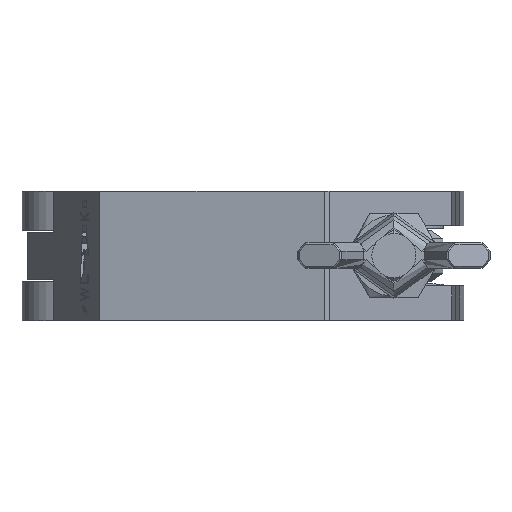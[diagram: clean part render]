
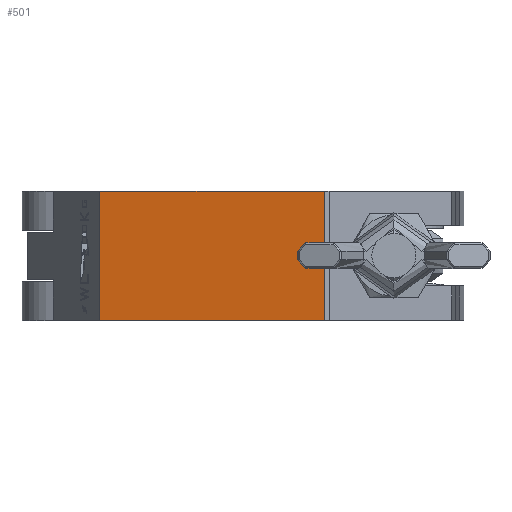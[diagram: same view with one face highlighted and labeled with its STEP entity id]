
A CAD part, top view. The second image highlights one B-rep face of the part: STEP entity #501.
In plain terms, the highlighted free-form (B-spline) face has degree [2, 1] with [9, 2] control points.
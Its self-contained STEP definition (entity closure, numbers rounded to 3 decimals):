
#501=ADVANCED_FACE('',(#1057),#8307,.T.);
#1057=FACE_OUTER_BOUND('',#1639,.T.);
#1639=EDGE_LOOP('',(#3332,#3333,#3334,#3335));
#3332=ORIENTED_EDGE('',*,*,#5251,.F.);
#3333=ORIENTED_EDGE('',*,*,#5253,.F.);
#3334=ORIENTED_EDGE('',*,*,#4989,.F.);
#3335=ORIENTED_EDGE('',*,*,#5254,.T.);
#4989=EDGE_CURVE('',#7457,#7458,#6099,.T.);
#5251=EDGE_CURVE('',#7626,#7456,#6316,.T.);
#5253=EDGE_CURVE('',#7458,#7626,#6890,.T.);
#5254=EDGE_CURVE('',#7457,#7456,#6891,.T.);
#6099=B_SPLINE_CURVE_WITH_KNOTS('',1,(#13182,#13183),.UNSPECIFIED.,.F.,
 .F.,(2,2),(0.,30.),.UNSPECIFIED.);
#6316=B_SPLINE_CURVE_WITH_KNOTS('',1,(#13873,#13874),.UNSPECIFIED.,.F.,
 .F.,(2,2),(-30.,0.),.UNSPECIFIED.);
#6890=(
BOUNDED_CURVE()
B_SPLINE_CURVE(2,(#13877,#13878,#13879,#13880,#13881),.UNSPECIFIED.,.F.,
 .F.)
B_SPLINE_CURVE_WITH_KNOTS((3,2,3),(-60.07,-30.035,
0.),.UNSPECIFIED.)
CURVE()
GEOMETRIC_REPRESENTATION_ITEM()
RATIONAL_B_SPLINE_CURVE((1.,0.911,1.,0.911,1.))
REPRESENTATION_ITEM('')
);
#6891=(
BOUNDED_CURVE()
B_SPLINE_CURVE(2,(#13882,#13883,#13884,#13885,#13886),.UNSPECIFIED.,.F.,
 .F.)
B_SPLINE_CURVE_WITH_KNOTS((3,2,3),(0.,30.035,60.07),
 .UNSPECIFIED.)
CURVE()
GEOMETRIC_REPRESENTATION_ITEM()
RATIONAL_B_SPLINE_CURVE((1.,0.911,1.,0.911,1.))
REPRESENTATION_ITEM('')
);
#7456=VERTEX_POINT('',#12846);
#7457=VERTEX_POINT('',#12847);
#7458=VERTEX_POINT('',#12848);
#7626=VERTEX_POINT('',#13016);
#8307=(
BOUNDED_SURFACE()
B_SPLINE_SURFACE(2,1,((#12752,#12753),(#12754,#12755),(#12756,#12757),(#12758,
#12759),(#12760,#12761),(#12762,#12763),(#12764,#12765),(#12766,#12767),
(#12768,#12769)),.UNSPECIFIED.,.T.,.F.,.F.)
B_SPLINE_SURFACE_WITH_KNOTS((3,2,2,2,3),(2,2),(0.,55.569,111.138,
166.706,222.275),(0.,30.02),.UNSPECIFIED.)
GEOMETRIC_REPRESENTATION_ITEM()
RATIONAL_B_SPLINE_SURFACE(((1.,1.),(0.707,0.707),
(1.,1.),(0.707,0.707),(1.,1.),(0.707,
0.707),(1.,1.),(0.707,0.707),(1.,1.)))
REPRESENTATION_ITEM('')
SURFACE()
);
#12752=CARTESIAN_POINT('',(187.488,-706.56,-38.814));
#12753=CARTESIAN_POINT('',(187.488,-736.58,-38.814));
#12754=CARTESIAN_POINT('',(178.011,-706.56,-4.731));
#12755=CARTESIAN_POINT('',(178.011,-736.58,-4.731));
#12756=CARTESIAN_POINT('',(143.928,-706.56,-14.209));
#12757=CARTESIAN_POINT('',(143.928,-736.58,-14.209));
#12758=CARTESIAN_POINT('',(109.845,-706.56,-23.686));
#12759=CARTESIAN_POINT('',(109.845,-736.58,-23.686));
#12760=CARTESIAN_POINT('',(119.322,-706.56,-57.769));
#12761=CARTESIAN_POINT('',(119.322,-736.58,-57.769));
#12762=CARTESIAN_POINT('',(128.799,-706.56,-91.852));
#12763=CARTESIAN_POINT('',(128.799,-736.58,-91.852));
#12764=CARTESIAN_POINT('',(162.882,-706.56,-82.375));
#12765=CARTESIAN_POINT('',(162.882,-736.58,-82.375));
#12766=CARTESIAN_POINT('',(196.965,-706.56,-72.897));
#12767=CARTESIAN_POINT('',(196.965,-736.58,-72.897));
#12768=CARTESIAN_POINT('',(187.488,-706.56,-38.814));
#12769=CARTESIAN_POINT('',(187.488,-736.58,-38.814));
#12846=CARTESIAN_POINT('',(175.393,-736.57,-20.579));
#12847=CARTESIAN_POINT('',(123.126,-736.57,-29.998));
#12848=CARTESIAN_POINT('',(123.126,-706.57,-29.998));
#13016=CARTESIAN_POINT('',(175.393,-706.57,-20.579));
#13182=CARTESIAN_POINT('',(123.126,-736.57,-29.998));
#13183=CARTESIAN_POINT('',(123.126,-706.57,-29.998));
#13873=CARTESIAN_POINT('',(175.393,-706.57,-20.579));
#13874=CARTESIAN_POINT('',(175.393,-736.57,-20.579));
#13877=CARTESIAN_POINT('',(123.126,-706.57,-29.998));
#13878=CARTESIAN_POINT('',(131.395,-706.57,-16.312));
#13879=CARTESIAN_POINT('',(147.131,-706.57,-13.476));
#13880=CARTESIAN_POINT('',(162.867,-706.57,-10.64));
#13881=CARTESIAN_POINT('',(175.393,-706.57,-20.579));
#13882=CARTESIAN_POINT('',(123.126,-736.57,-29.998));
#13883=CARTESIAN_POINT('',(131.395,-736.57,-16.312));
#13884=CARTESIAN_POINT('',(147.131,-736.57,-13.476));
#13885=CARTESIAN_POINT('',(162.867,-736.57,-10.64));
#13886=CARTESIAN_POINT('',(175.393,-736.57,-20.579));
